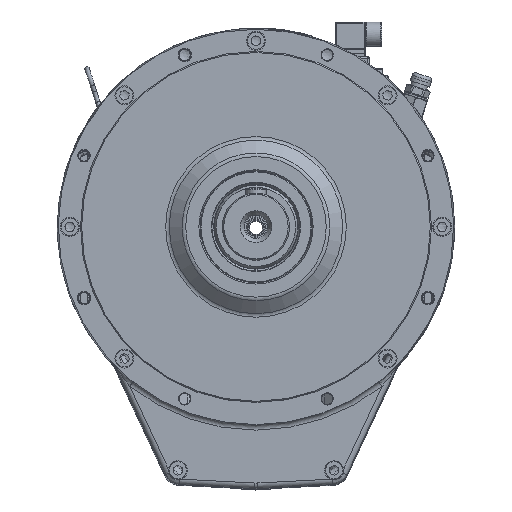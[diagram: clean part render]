
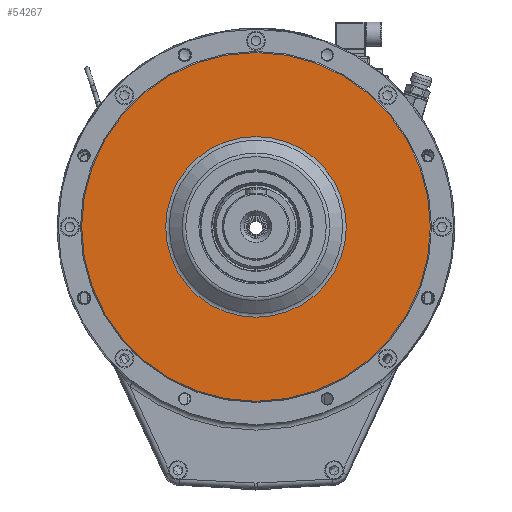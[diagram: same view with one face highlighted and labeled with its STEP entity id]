
A CAD part, top view. The second image highlights one B-rep face of the part: STEP entity #54267.
In plain terms, the highlighted planar face has unit normal (0, 0, 1).
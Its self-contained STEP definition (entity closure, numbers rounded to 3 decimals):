
#3709 = EDGE_CURVE ( 'NONE', #65497, #65497, #73849, .T. ) ;
#10437 = FACE_OUTER_BOUND ( 'NONE', #30665, .T. ) ;
#13250 = VERTEX_POINT ( 'NONE', #67607 ) ;
#16191 = AXIS2_PLACEMENT_3D ( 'NONE', #29239, #83415, #37035 ) ;
#18876 = ORIENTED_EDGE ( 'NONE', *, *, #3709, .T. ) ;
#25870 = CARTESIAN_POINT ( 'NONE',  ( 0., 0., 28. ) ) ;
#29239 = CARTESIAN_POINT ( 'NONE',  ( 0., 0., 28. ) ) ;
#30665 = EDGE_LOOP ( 'NONE', ( #63934 ) ) ;
#31045 = FACE_BOUND ( 'NONE', #91340, .T. ) ;
#33741 = DIRECTION ( 'NONE',  ( 1., 0., 0. ) ) ;
#34335 = CARTESIAN_POINT ( 'NONE',  ( 80.871, 0., 28. ) ) ;
#36018 = DIRECTION ( 'NONE',  ( 0., 0., -1. ) ) ;
#37035 = DIRECTION ( 'NONE',  ( 1., 0., 0. ) ) ;
#45421 = AXIS2_PLACEMENT_3D ( 'NONE', #25870, #80110, #33741 ) ;
#45834 = CIRCLE ( 'NONE', #16191, 156.16 ) ;
#54267 = ADVANCED_FACE ( 'NONE', ( #10437, #31045 ), #72009, .T. ) ;
#63934 = ORIENTED_EDGE ( 'NONE', *, *, #77372, .T. ) ;
#65497 = VERTEX_POINT ( 'NONE', #34335 ) ;
#67607 = CARTESIAN_POINT ( 'NONE',  ( 156.16, 0., 28. ) ) ;
#72009 = PLANE ( 'NONE',  #45421 ) ;
#73849 = CIRCLE ( 'NONE', #86614, 80.871 ) ;
#77372 = EDGE_CURVE ( 'NONE', #13250, #13250, #45834, .T. ) ;
#80110 = DIRECTION ( 'NONE',  ( 0., 0., 1. ) ) ;
#82384 = CARTESIAN_POINT ( 'NONE',  ( 0., 0., 28. ) ) ;
#83415 = DIRECTION ( 'NONE',  ( 0., 0., 1. ) ) ;
#86614 = AXIS2_PLACEMENT_3D ( 'NONE', #82384, #36018, #90232 ) ;
#90232 = DIRECTION ( 'NONE',  ( 1., 0., 0. ) ) ;
#91340 = EDGE_LOOP ( 'NONE', ( #18876 ) ) ;
